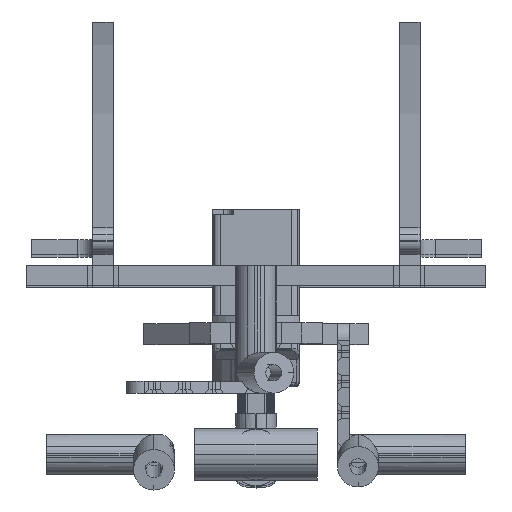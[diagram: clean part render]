
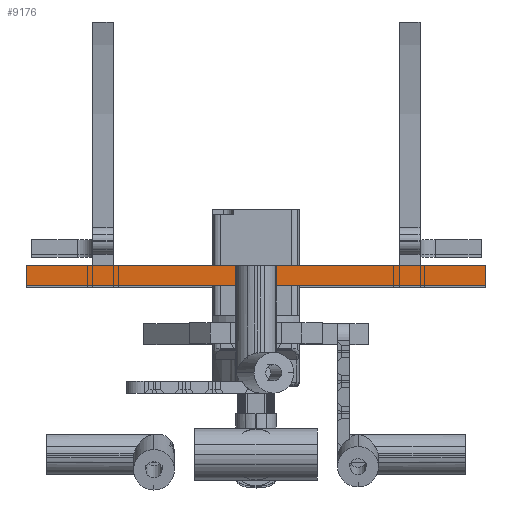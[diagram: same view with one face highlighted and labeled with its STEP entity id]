
A CAD part, top view. The second image highlights one B-rep face of the part: STEP entity #9176.
In plain terms, the highlighted face is planar.
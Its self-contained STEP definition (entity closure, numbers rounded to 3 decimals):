
#409 = DIRECTION ( 'NONE',  ( 1., 0., 0. ) ) ;
#1068 = VERTEX_POINT ( 'NONE', #1152 ) ;
#1152 = CARTESIAN_POINT ( 'NONE',  ( -1.091, 0., 1.877 ) ) ;
#1281 = VECTOR ( 'NONE', #15811, 1000. ) ;
#2370 = DIRECTION ( 'NONE',  ( 0., 0., 1. ) ) ;
#3370 = DIRECTION ( 'NONE',  ( 0., -1., 0. ) ) ;
#4220 = ORIENTED_EDGE ( 'NONE', *, *, #13279, .F. ) ;
#5212 = EDGE_CURVE ( 'NONE', #7599, #14446, #8132, .T. ) ;
#5660 = CARTESIAN_POINT ( 'NONE',  ( -1.091, 2., 0. ) ) ;
#5892 = LINE ( 'NONE', #9214, #15557 ) ;
#6289 = DIRECTION ( 'NONE',  ( 0., -1., 0. ) ) ;
#6504 = ORIENTED_EDGE ( 'NONE', *, *, #16184, .T. ) ;
#7599 = VERTEX_POINT ( 'NONE', #19948 ) ;
#8132 = LINE ( 'NONE', #15030, #22283 ) ;
#8173 = VECTOR ( 'NONE', #3370, 1000. ) ;
#8983 = CARTESIAN_POINT ( 'NONE',  ( -1.091, 2., 1.877 ) ) ;
#9176 = ADVANCED_FACE ( 'NONE', ( #20936 ), #19228, .F. ) ;
#9214 = CARTESIAN_POINT ( 'NONE',  ( -1.091, 0., 0. ) ) ;
#12187 = EDGE_LOOP ( 'NONE', ( #6504, #4220, #20670, #20186 ) ) ;
#13194 = VERTEX_POINT ( 'NONE', #18233 ) ;
#13279 = EDGE_CURVE ( 'NONE', #13194, #1068, #19111, .T. ) ;
#14446 = VERTEX_POINT ( 'NONE', #21313 ) ;
#15030 = CARTESIAN_POINT ( 'NONE',  ( -1.091, 2., -43.123 ) ) ;
#15557 = VECTOR ( 'NONE', #2370, 1000. ) ;
#15811 = DIRECTION ( 'NONE',  ( 0., 0., 1. ) ) ;
#16184 = EDGE_CURVE ( 'NONE', #14446, #1068, #5892, .T. ) ;
#16468 = LINE ( 'NONE', #20054, #1281 ) ;
#16482 = AXIS2_PLACEMENT_3D ( 'NONE', #5660, #409, #19109 ) ;
#18233 = CARTESIAN_POINT ( 'NONE',  ( -1.091, 2., 1.877 ) ) ;
#19109 = DIRECTION ( 'NONE',  ( 0., 0., -1. ) ) ;
#19111 = LINE ( 'NONE', #8983, #8173 ) ;
#19228 = PLANE ( 'NONE',  #16482 ) ;
#19948 = CARTESIAN_POINT ( 'NONE',  ( -1.091, 2., -43.123 ) ) ;
#20054 = CARTESIAN_POINT ( 'NONE',  ( -1.091, 2., 0. ) ) ;
#20186 = ORIENTED_EDGE ( 'NONE', *, *, #5212, .T. ) ;
#20670 = ORIENTED_EDGE ( 'NONE', *, *, #21830, .F. ) ;
#20936 = FACE_OUTER_BOUND ( 'NONE', #12187, .T. ) ;
#21313 = CARTESIAN_POINT ( 'NONE',  ( -1.091, 0., -43.123 ) ) ;
#21830 = EDGE_CURVE ( 'NONE', #7599, #13194, #16468, .T. ) ;
#22283 = VECTOR ( 'NONE', #6289, 1000. ) ;
